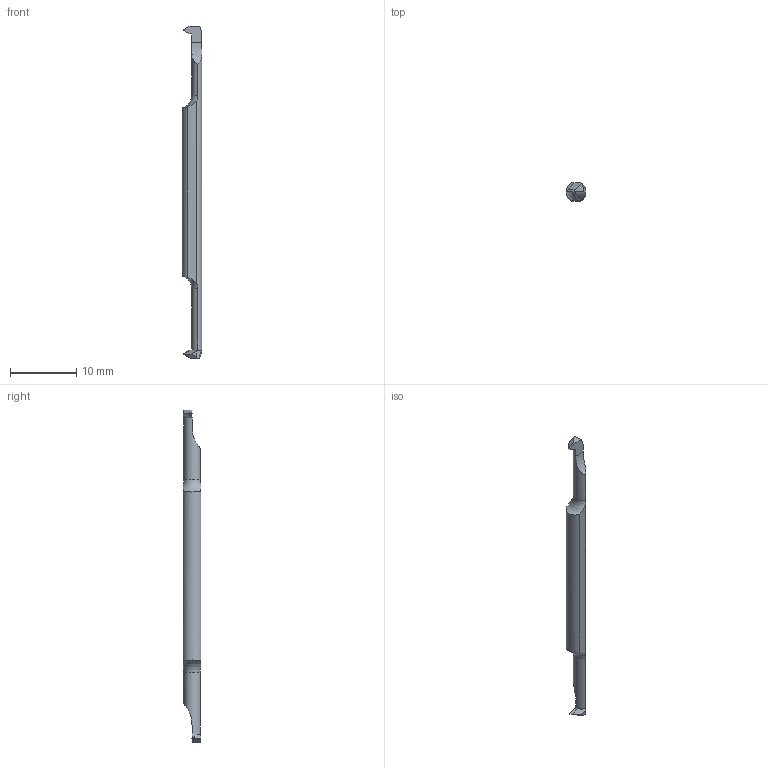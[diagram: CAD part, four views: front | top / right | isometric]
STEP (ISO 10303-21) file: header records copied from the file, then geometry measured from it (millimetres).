
FILE_DESCRIPTION(/* description */ (''),/* implementation_level */ '2;1');
FILE_NAME(/* name */ 'CT03RS-M4B_MR0_03.stp',/* time_stamp */ '2023-02-08T14:08:23+09:00',/* author */ (''),/* organization */ (''),/* preprocessor_version */ 'ST-DEVELOPER v16',/* originating_system */ 'SIEMENS PLM Software NX 10.0',/* authorisation */ '');
FILE_SCHEMA (('AUTOMOTIVE_DESIGN { 1 0 10303 214 3 1 1 1 }'));
Length unit declared in the file: millimetre
Products named in the file (1): CT03RS-M4B_MR0_03_ASM
Bounding box: 3 x 2.7 x 50 mm (x, y, z)
Volume: 233.1 mm3; surface area: 392.6 mm2
Topology: 2 solids, 2 shells, 37 faces, 111 edges, 86 vertices
Faces by surface type: plane 24, cylinder 9, extrusion 2, torus 2
Entity records: 1575 total; most frequent: CARTESIAN_POINT 511, ORIENTED_EDGE 208, DIRECTION 186, EDGE_CURVE 104, VERTEX_POINT 71, VECTOR 64, LINE 62, AXIS2_PLACEMENT_3D 61
